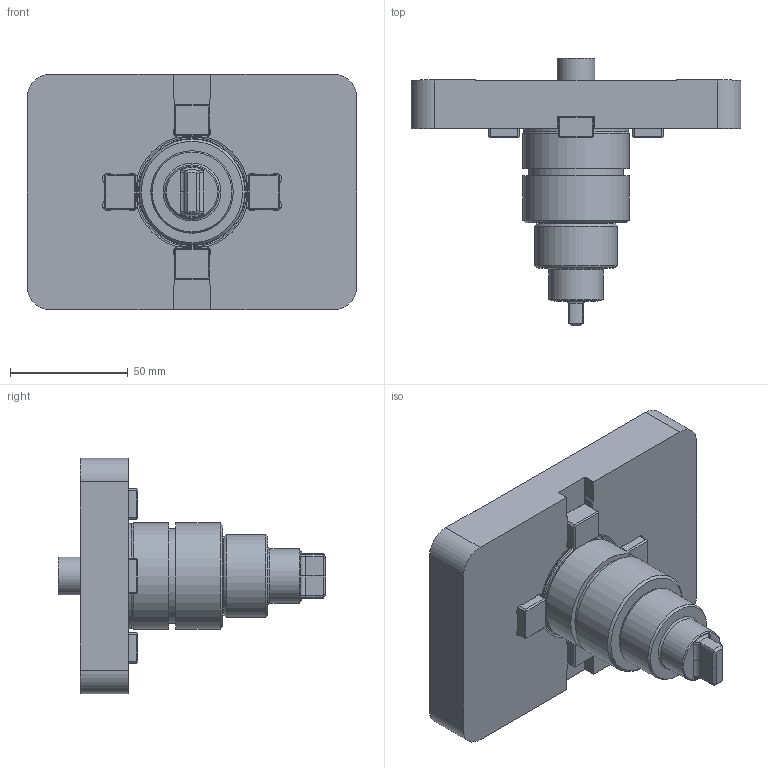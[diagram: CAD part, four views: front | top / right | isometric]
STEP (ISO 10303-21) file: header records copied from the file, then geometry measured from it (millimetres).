
FILE_DESCRIPTION (( 'STEP AP214' ), '1' );
FILE_NAME ('RRB2R131UT45P.STEP', '2025-11-19T12:45:02', ( '' ), ( '' ), 'SwSTEP 2.0', 'SolidWorks 2023', '' );
FILE_SCHEMA (( 'AUTOMOTIVE_DESIGN' ));
Length unit declared in the file: millimetre
Products named in the file (1): RRB2R131UT45P
Bounding box: 140 x 113.5 x 100 mm (x, y, z)
Volume: 373347.4 mm3; surface area: 50760.6 mm2
Topology: 1 solids, 1 shells, 493 faces, 1359 edges, 899 vertices
Faces by surface type: plane 327, cylinder 82, bspline 70, cone 9, torus 5
Full cylindrical faces by diameter (mm): 1.7 x1, 2.1 x1, 6.366 x1, 16 x1, 23 x1, 35 x1, 40.2 x1, 44.6 x1, 45 x2
Entity records: 22584 total; most frequent: CARTESIAN_POINT 7460, ORIENTED_EDGE 2672, DIRECTION 2081, EDGE_CURVE 1336, LINE 951, VECTOR 951, VERTEX_POINT 896, AXIS2_PLACEMENT_3D 565
